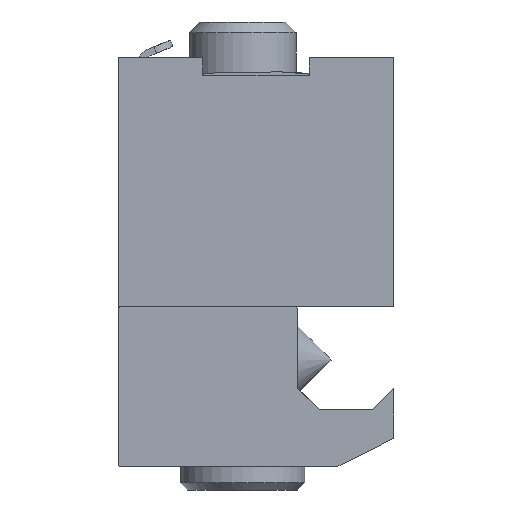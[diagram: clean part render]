
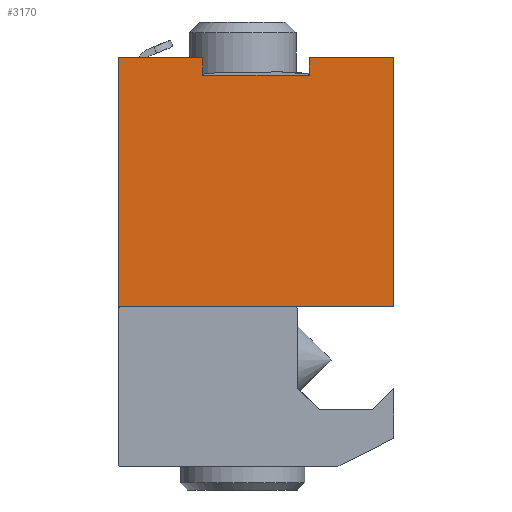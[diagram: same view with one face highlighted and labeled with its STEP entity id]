
A CAD part, left-side view. The second image highlights one B-rep face of the part: STEP entity #3170.
In plain terms, the highlighted planar face has unit normal (-1, 0, 0).
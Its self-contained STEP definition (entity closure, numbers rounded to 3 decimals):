
#381=ORIENTED_EDGE('',*,*,#1122,.T.);
#382=ORIENTED_EDGE('',*,*,#1128,.T.);
#383=ORIENTED_EDGE('',*,*,#1133,.T.);
#384=ORIENTED_EDGE('',*,*,#1102,.F.);
#385=ORIENTED_EDGE('',*,*,#1113,.F.);
#386=ORIENTED_EDGE('',*,*,#1138,.F.);
#387=ORIENTED_EDGE('',*,*,#1115,.F.);
#388=ORIENTED_EDGE('',*,*,#1094,.F.);
#1094=EDGE_CURVE('',#1482,#1483,#1749,.T.);
#1102=EDGE_CURVE('',#1490,#1491,#1757,.T.);
#1113=EDGE_CURVE('',#1499,#1490,#1768,.T.);
#1115=EDGE_CURVE('',#1483,#1501,#1770,.T.);
#1122=EDGE_CURVE('',#1482,#1505,#1777,.T.);
#1128=EDGE_CURVE('',#1505,#1509,#1783,.T.);
#1133=EDGE_CURVE('',#1509,#1491,#1788,.T.);
#1138=EDGE_CURVE('',#1501,#1499,#1792,.T.);
#1482=VERTEX_POINT('',#4588);
#1483=VERTEX_POINT('',#4590);
#1490=VERTEX_POINT('',#4606);
#1491=VERTEX_POINT('',#4608);
#1499=VERTEX_POINT('',#4628);
#1501=VERTEX_POINT('',#4634);
#1505=VERTEX_POINT('',#4645);
#1509=VERTEX_POINT('',#4657);
#1749=LINE('',#4589,#1966);
#1757=LINE('',#4607,#1974);
#1768=LINE('',#4629,#1985);
#1770=LINE('',#4633,#1987);
#1777=LINE('',#4646,#1994);
#1783=LINE('',#4658,#2000);
#1788=LINE('',#4667,#2005);
#1792=LINE('',#4676,#2009);
#1966=VECTOR('',#3707,1000.);
#1974=VECTOR('',#3719,1000.);
#1985=VECTOR('',#3734,1000.);
#1987=VECTOR('',#3738,1000.);
#1994=VECTOR('',#3747,1000.);
#2000=VECTOR('',#3757,1000.);
#2005=VECTOR('',#3766,1000.);
#2009=VECTOR('',#3778,1000.);
#2195=EDGE_LOOP('',(#381,#382,#383,#384,#385,#386,#387,#388));
#2439=FACE_BOUND('',#2195,.T.);
#2685=PLANE('',#3384);
#3170=ADVANCED_FACE('',(#2439),#2685,.F.);
#3384=AXIS2_PLACEMENT_3D('',#4675,#3776,#3777);
#3707=DIRECTION('',(0.,-1.,0.));
#3719=DIRECTION('',(0.,-1.,0.));
#3734=DIRECTION('',(0.,0.,1.));
#3738=DIRECTION('',(0.,0.,-1.));
#3747=DIRECTION('',(0.,0.,-1.));
#3757=DIRECTION('',(0.,1.,0.));
#3766=DIRECTION('',(0.,0.,1.));
#3776=DIRECTION('',(1.,0.,0.));
#3777=DIRECTION('',(0.,0.,-1.));
#3778=DIRECTION('',(0.,1.,0.));
#4588=CARTESIAN_POINT('',(-17.,4.75,7.));
#4589=CARTESIAN_POINT('',(-17.,15.5,7.));
#4590=CARTESIAN_POINT('',(-17.,0.,7.));
#4606=CARTESIAN_POINT('',(-17.,15.5,7.));
#4607=CARTESIAN_POINT('',(-17.,15.5,7.));
#4608=CARTESIAN_POINT('',(-17.,10.75,7.));
#4628=CARTESIAN_POINT('',(-17.,15.5,-7.));
#4629=CARTESIAN_POINT('',(-17.,15.5,-7.));
#4633=CARTESIAN_POINT('',(-17.,0.,7.));
#4634=CARTESIAN_POINT('',(-17.,0.,-7.));
#4645=CARTESIAN_POINT('',(-17.,4.75,6.));
#4646=CARTESIAN_POINT('',(-17.,4.75,7.));
#4657=CARTESIAN_POINT('',(-17.,10.75,6.));
#4658=CARTESIAN_POINT('',(-17.,4.75,6.));
#4667=CARTESIAN_POINT('',(-17.,10.75,6.));
#4675=CARTESIAN_POINT('',(-17.,0.,0.));
#4676=CARTESIAN_POINT('',(-17.,0.,-7.));
